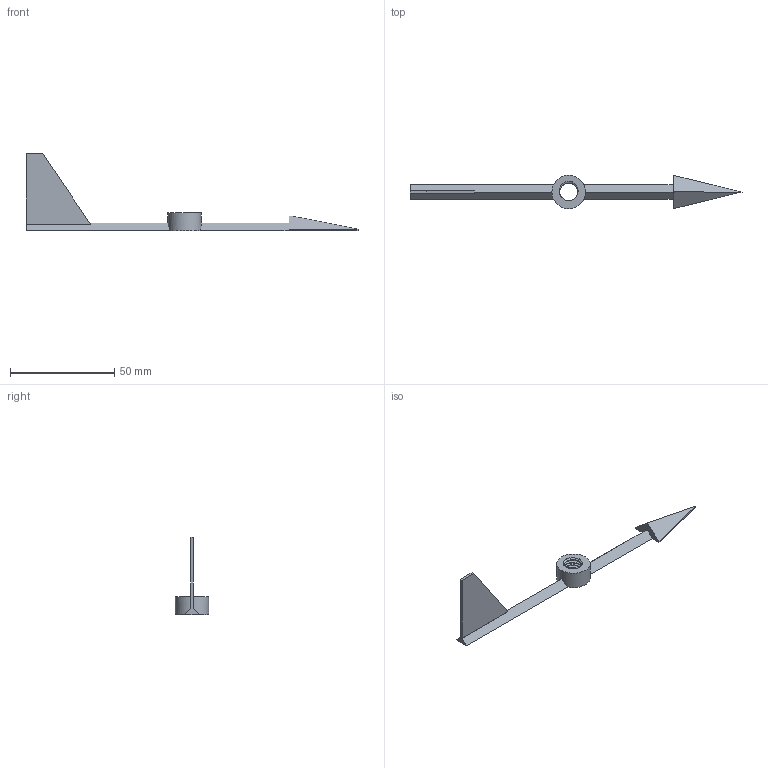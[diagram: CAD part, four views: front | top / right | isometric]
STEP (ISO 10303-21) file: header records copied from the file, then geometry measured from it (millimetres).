
FILE_DESCRIPTION(/* description */ (''),/* implementation_level */ '2;1');
FILE_NAME(/* name */ 'windex-perfekt v1.step',/* time_stamp */ '2023-03-16T15:26:30+01:00',/* author */ (''),/* organization */ (''),/* preprocessor_version */ 'ST-DEVELOPER v19.2',/* originating_system */ 'Autodesk Translation Framework v11.17.0.187',/* authorisation */ '');
FILE_SCHEMA (('AUTOMOTIVE_DESIGN { 1 0 10303 214 3 1 1 }'));
Length unit declared in the file: millimetre
Products named in the file (1): windex-perfekt
Bounding box: 159.05 x 16 x 37 mm (x, y, z)
Volume: 4041.4 mm3; surface area: 5054.2 mm2
Topology: 1 solids, 1 shells, 37 faces, 102 edges, 67 vertices
Faces by surface type: plane 20, cylinder 15, bspline 2
Full cylindrical faces by diameter (mm): 8.526 x5, 10.198 x5, 16 x1
Entity records: 2736 total; most frequent: CARTESIAN_POINT 1810, ORIENTED_EDGE 204, DIRECTION 155, EDGE_CURVE 102, VERTEX_POINT 67, LINE 59, VECTOR 59, AXIS2_PLACEMENT_3D 48
